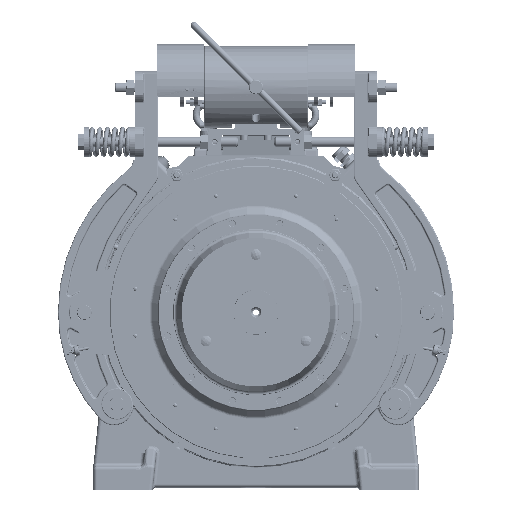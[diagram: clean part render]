
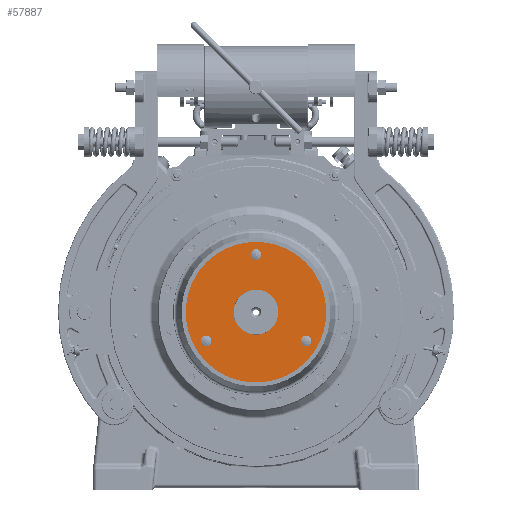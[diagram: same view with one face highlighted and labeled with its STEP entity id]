
A CAD part, top view. The second image highlights one B-rep face of the part: STEP entity #57887.
In plain terms, the highlighted planar face has unit normal (0, 0, 1).
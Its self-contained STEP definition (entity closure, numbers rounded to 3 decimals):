
#1307 = AXIS2_PLACEMENT_3D ( 'NONE', #107257, #105883, #40545 ) ;
#1809 = DIRECTION ( 'NONE',  ( 0., 0., -1. ) ) ;
#7871 = CARTESIAN_POINT ( 'NONE',  ( 0., 0., 268.5 ) ) ;
#11533 = AXIS2_PLACEMENT_3D ( 'NONE', #61092, #117909, #107402 ) ;
#11677 = ORIENTED_EDGE ( 'NONE', *, *, #132665, .F. ) ;
#13207 = CARTESIAN_POINT ( 'NONE',  ( -84.437, -48.75, 268.5 ) ) ;
#15534 = VERTEX_POINT ( 'NONE', #80272 ) ;
#15929 = CIRCLE ( 'NONE', #22638, 7.25 ) ;
#16020 = EDGE_CURVE ( 'NONE', #16268, #132091, #78810, .T. ) ;
#16268 = VERTEX_POINT ( 'NONE', #89777 ) ;
#17228 = EDGE_LOOP ( 'NONE', ( #134989, #137876 ) ) ;
#18083 = EDGE_CURVE ( 'NONE', #132091, #16268, #90036, .T. ) ;
#18631 = FACE_BOUND ( 'NONE', #122635, .T. ) ;
#22026 = AXIS2_PLACEMENT_3D ( 'NONE', #107193, #1809, #44632 ) ;
#22163 = EDGE_CURVE ( 'NONE', #15534, #40683, #30347, .T. ) ;
#22638 = AXIS2_PLACEMENT_3D ( 'NONE', #13207, #119951, #89007 ) ;
#27691 = EDGE_LOOP ( 'NONE', ( #71995, #11677 ) ) ;
#28998 = CARTESIAN_POINT ( 'NONE',  ( 0., 97.5, 268.5 ) ) ;
#29805 = ORIENTED_EDGE ( 'NONE', *, *, #22163, .F. ) ;
#30347 = CIRCLE ( 'NONE', #1307, 7.25 ) ;
#31706 = CARTESIAN_POINT ( 'NONE',  ( -114.897, -30.787, 268.5 ) ) ;
#34019 = AXIS2_PLACEMENT_3D ( 'NONE', #59416, #60114, #38328 ) ;
#38328 = DIRECTION ( 'NONE',  ( 0.966, 0.259, 0. ) ) ;
#39627 = FACE_BOUND ( 'NONE', #51620, .T. ) ;
#40062 = AXIS2_PLACEMENT_3D ( 'NONE', #7871, #136428, #138471 ) ;
#40545 = DIRECTION ( 'NONE',  ( 0.966, 0.259, 0. ) ) ;
#40683 = VERTEX_POINT ( 'NONE', #57577 ) ;
#41108 = VERTEX_POINT ( 'NONE', #53747 ) ;
#44632 = DIRECTION ( 'NONE',  ( -0.966, -0.259, 0. ) ) ;
#44673 = DIRECTION ( 'NONE',  ( -0.259, 0.966, 0. ) ) ;
#46370 = EDGE_CURVE ( 'NONE', #40683, #15534, #90667, .T. ) ;
#51620 = EDGE_LOOP ( 'NONE', ( #93638, #113282 ) ) ;
#52256 = FACE_BOUND ( 'NONE', #17228, .T. ) ;
#53747 = CARTESIAN_POINT ( 'NONE',  ( 36.705, 9.835, 268.5 ) ) ;
#54756 = AXIS2_PLACEMENT_3D ( 'NONE', #28998, #71866, #114736 ) ;
#55701 = CIRCLE ( 'NONE', #22026, 38. ) ;
#55759 = ORIENTED_EDGE ( 'NONE', *, *, #66202, .T. ) ;
#56186 = CIRCLE ( 'NONE', #134725, 7.25 ) ;
#57577 = CARTESIAN_POINT ( 'NONE',  ( -7.003, 95.624, 268.5 ) ) ;
#57887 = ADVANCED_FACE ( 'NONE', ( #74064, #39627, #73361, #18631, #52256 ), #116215, .T. ) ;
#59244 = CARTESIAN_POINT ( 'NONE',  ( -86.314, -41.747, 268.5 ) ) ;
#59416 = CARTESIAN_POINT ( 'NONE',  ( 0., 0., 268.5 ) ) ;
#60114 = DIRECTION ( 'NONE',  ( 0., 0., 1. ) ) ;
#60232 = ORIENTED_EDGE ( 'NONE', *, *, #126336, .T. ) ;
#61092 = CARTESIAN_POINT ( 'NONE',  ( 84.437, -48.75, 268.5 ) ) ;
#63222 = CIRCLE ( 'NONE', #34019, 118.95 ) ;
#63505 = CARTESIAN_POINT ( 'NONE',  ( -119.775, -32.094, 268.5 ) ) ;
#63584 = DIRECTION ( 'NONE',  ( -0.259, 0.966, 0. ) ) ;
#65204 = DIRECTION ( 'NONE',  ( -0.966, -0.259, 0. ) ) ;
#66202 = EDGE_CURVE ( 'NONE', #81834, #81992, #136568, .T. ) ;
#67995 = EDGE_LOOP ( 'NONE', ( #55759, #60232 ) ) ;
#71866 = DIRECTION ( 'NONE',  ( 0., 0., 1. ) ) ;
#71995 = ORIENTED_EDGE ( 'NONE', *, *, #125046, .F. ) ;
#73119 = CARTESIAN_POINT ( 'NONE',  ( -36.705, -9.835, 268.5 ) ) ;
#73361 = FACE_BOUND ( 'NONE', #27691, .T. ) ;
#74064 = FACE_OUTER_BOUND ( 'NONE', #67995, .T. ) ;
#78810 = CIRCLE ( 'NONE', #11533, 7.25 ) ;
#80272 = CARTESIAN_POINT ( 'NONE',  ( 7.003, 99.376, 268.5 ) ) ;
#81034 = AXIS2_PLACEMENT_3D ( 'NONE', #129626, #118358, #63584 ) ;
#81834 = VERTEX_POINT ( 'NONE', #110538 ) ;
#81992 = VERTEX_POINT ( 'NONE', #31706 ) ;
#83701 = EDGE_CURVE ( 'NONE', #124497, #41108, #124574, .T. ) ;
#84881 = DIRECTION ( 'NONE',  ( 0., 0., -1. ) ) ;
#89007 = DIRECTION ( 'NONE',  ( -0.259, 0.966, 0. ) ) ;
#89777 = CARTESIAN_POINT ( 'NONE',  ( 82.561, -41.747, 268.5 ) ) ;
#90036 = CIRCLE ( 'NONE', #81034, 7.25 ) ;
#90667 = CIRCLE ( 'NONE', #54756, 7.25 ) ;
#93638 = ORIENTED_EDGE ( 'NONE', *, *, #16020, .F. ) ;
#93731 = DIRECTION ( 'NONE',  ( 0.966, 0.259, 0. ) ) ;
#105883 = DIRECTION ( 'NONE',  ( 0., 0., 1. ) ) ;
#107193 = CARTESIAN_POINT ( 'NONE',  ( 0., 0., 268.5 ) ) ;
#107257 = CARTESIAN_POINT ( 'NONE',  ( 0., 97.5, 268.5 ) ) ;
#107402 = DIRECTION ( 'NONE',  ( -0.259, 0.966, 0. ) ) ;
#107768 = CARTESIAN_POINT ( 'NONE',  ( -82.561, -55.753, 268.5 ) ) ;
#109036 = ORIENTED_EDGE ( 'NONE', *, *, #46370, .F. ) ;
#109863 = VERTEX_POINT ( 'NONE', #59244 ) ;
#110538 = CARTESIAN_POINT ( 'NONE',  ( 114.897, 30.787, 268.5 ) ) ;
#113282 = ORIENTED_EDGE ( 'NONE', *, *, #18083, .F. ) ;
#114736 = DIRECTION ( 'NONE',  ( 0.966, 0.259, 0. ) ) ;
#116181 = VERTEX_POINT ( 'NONE', #107768 ) ;
#116215 = PLANE ( 'NONE',  #124030 ) ;
#117909 = DIRECTION ( 'NONE',  ( 0., 0., 1. ) ) ;
#118358 = DIRECTION ( 'NONE',  ( 0., 0., 1. ) ) ;
#119951 = DIRECTION ( 'NONE',  ( 0., 0., 1. ) ) ;
#120536 = CARTESIAN_POINT ( 'NONE',  ( -84.437, -48.75, 268.5 ) ) ;
#122635 = EDGE_LOOP ( 'NONE', ( #29805, #109036 ) ) ;
#124030 = AXIS2_PLACEMENT_3D ( 'NONE', #63505, #135910, #93731 ) ;
#124497 = VERTEX_POINT ( 'NONE', #73119 ) ;
#124574 = CIRCLE ( 'NONE', #128778, 38. ) ;
#125046 = EDGE_CURVE ( 'NONE', #109863, #116181, #15929, .T. ) ;
#126336 = EDGE_CURVE ( 'NONE', #81992, #81834, #63222, .T. ) ;
#127043 = CARTESIAN_POINT ( 'NONE',  ( 0., 0., 268.5 ) ) ;
#128334 = DIRECTION ( 'NONE',  ( 0., 0., 1. ) ) ;
#128343 = EDGE_CURVE ( 'NONE', #41108, #124497, #55701, .T. ) ;
#128778 = AXIS2_PLACEMENT_3D ( 'NONE', #127043, #84881, #65204 ) ;
#129626 = CARTESIAN_POINT ( 'NONE',  ( 84.437, -48.75, 268.5 ) ) ;
#132091 = VERTEX_POINT ( 'NONE', #136649 ) ;
#132665 = EDGE_CURVE ( 'NONE', #116181, #109863, #56186, .T. ) ;
#134725 = AXIS2_PLACEMENT_3D ( 'NONE', #120536, #128334, #44673 ) ;
#134989 = ORIENTED_EDGE ( 'NONE', *, *, #83701, .T. ) ;
#135910 = DIRECTION ( 'NONE',  ( 0., 0., 1. ) ) ;
#136428 = DIRECTION ( 'NONE',  ( 0., 0., 1. ) ) ;
#136568 = CIRCLE ( 'NONE', #40062, 118.95 ) ;
#136649 = CARTESIAN_POINT ( 'NONE',  ( 86.314, -55.753, 268.5 ) ) ;
#137876 = ORIENTED_EDGE ( 'NONE', *, *, #128343, .T. ) ;
#138471 = DIRECTION ( 'NONE',  ( 0.966, 0.259, 0. ) ) ;
